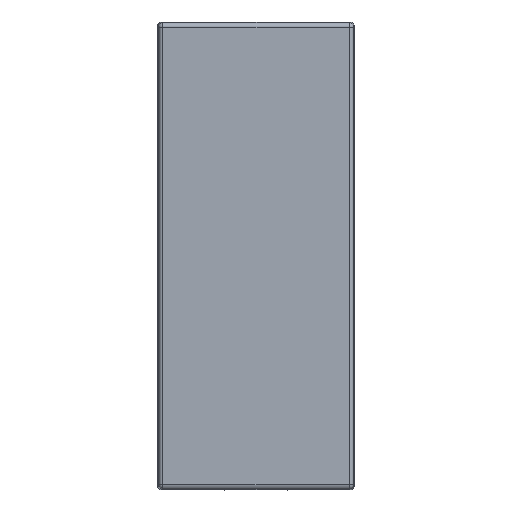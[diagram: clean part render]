
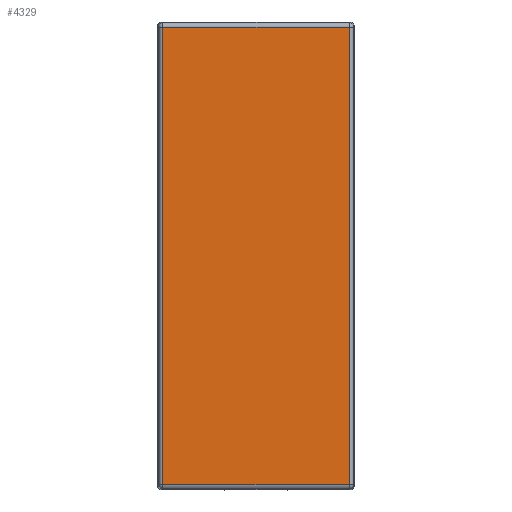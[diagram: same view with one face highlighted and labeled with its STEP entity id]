
A CAD part, top view. The second image highlights one B-rep face of the part: STEP entity #4329.
In plain terms, the highlighted planar face has unit normal (0, 0, 1).
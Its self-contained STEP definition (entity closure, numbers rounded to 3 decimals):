
#21=DIRECTION('',(1.,0.,0.));
#22=VECTOR('',#21,20.967);
#23=CARTESIAN_POINT('',(-10.483,-25.763,1.6));
#24=LINE('',#23,#22);
#1480=DIRECTION('',(-1.,0.,0.));
#1481=VECTOR('',#1480,20.967);
#1482=CARTESIAN_POINT('',(10.483,25.763,1.6));
#1483=LINE('',#1482,#1481);
#1511=DIRECTION('',(0.,1.,0.));
#1512=VECTOR('',#1511,51.527);
#1513=CARTESIAN_POINT('',(10.483,-25.763,1.6));
#1514=LINE('',#1513,#1512);
#1534=DIRECTION('',(0.,-1.,0.));
#1535=VECTOR('',#1534,51.527);
#1536=CARTESIAN_POINT('',(-10.483,25.763,1.6));
#1537=LINE('',#1536,#1535);
#1939=CARTESIAN_POINT('',(-10.483,-25.763,1.6));
#1940=VERTEX_POINT('',#1939);
#1941=CARTESIAN_POINT('',(10.483,-25.763,1.6));
#1942=VERTEX_POINT('',#1941);
#2149=CARTESIAN_POINT('',(10.483,25.763,1.6));
#2150=VERTEX_POINT('',#2149);
#2151=CARTESIAN_POINT('',(-10.483,25.763,1.6));
#2152=VERTEX_POINT('',#2151);
#4317=CARTESIAN_POINT('',(0.,0.,1.6));
#4318=DIRECTION('',(0.,0.,1.));
#4319=DIRECTION('',(1.,0.,0.));
#4320=AXIS2_PLACEMENT_3D('',#4317,#4318,#4319);
#4321=PLANE('',#4320);
#4322=ORIENTED_EDGE('',*,*,#2438,.F.);
#4324=ORIENTED_EDGE('',*,*,#4323,.F.);
#4325=ORIENTED_EDGE('',*,*,#4232,.F.);
#4326=ORIENTED_EDGE('',*,*,#4287,.F.);
#4327=EDGE_LOOP('',(#4322,#4324,#4325,#4326));
#4328=FACE_OUTER_BOUND('',#4327,.F.);
#4329=ADVANCED_FACE('',(#4328),#4321,.T.);
#2438=EDGE_CURVE('',#1940,#1942,#24,.T.);
#4232=EDGE_CURVE('',#2150,#2152,#1483,.T.);
#4287=EDGE_CURVE('',#1942,#2150,#1514,.T.);
#4323=EDGE_CURVE('',#2152,#1940,#1537,.T.);
